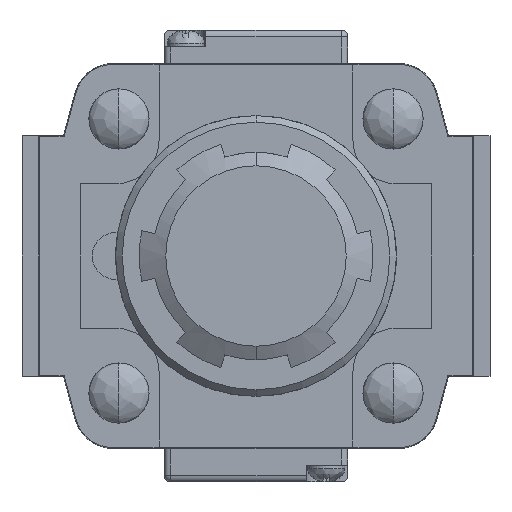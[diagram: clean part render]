
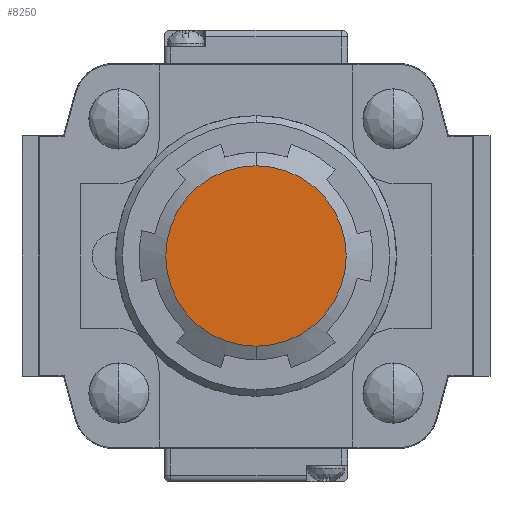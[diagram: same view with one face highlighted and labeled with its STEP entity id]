
A CAD part, front view. The second image highlights one B-rep face of the part: STEP entity #8250.
In plain terms, the highlighted planar face has unit normal (0, -1, 0).
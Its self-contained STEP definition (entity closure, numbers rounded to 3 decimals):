
#17 = PLANE ( 'NONE',  #4388 ) ;
#183 = FACE_OUTER_BOUND ( 'NONE', #4175, .T. ) ;
#1870 = CIRCLE ( 'NONE', #3464, 13.5 ) ;
#2031 = VERTEX_POINT ( 'NONE', #2650 ) ;
#2321 = ORIENTED_EDGE ( 'NONE', *, *, #9943, .F. ) ;
#2650 = CARTESIAN_POINT ( 'NONE',  ( 0., -91.7, -13.5 ) ) ;
#2672 = CARTESIAN_POINT ( 'NONE',  ( 0., -91.7, 0. ) ) ;
#3053 = DIRECTION ( 'NONE',  ( 0., 1., 0. ) ) ;
#3464 = AXIS2_PLACEMENT_3D ( 'NONE', #2672, #8291, #10154 ) ;
#3750 = DIRECTION ( 'NONE',  ( 0., -1., 0. ) ) ;
#3948 = VERTEX_POINT ( 'NONE', #9097 ) ;
#4175 = EDGE_LOOP ( 'NONE', ( #2321, #7041 ) ) ;
#4388 = AXIS2_PLACEMENT_3D ( 'NONE', #11145, #3750, #6523 ) ;
#5670 = AXIS2_PLACEMENT_3D ( 'NONE', #9433, #3053, #9566 ) ;
#5787 = CIRCLE ( 'NONE', #5670, 13.5 ) ;
#6523 = DIRECTION ( 'NONE',  ( 0., 0., -1. ) ) ;
#7041 = ORIENTED_EDGE ( 'NONE', *, *, #10382, .F. ) ;
#8250 = ADVANCED_FACE ( 'NONE', ( #183 ), #17, .T. ) ;
#8291 = DIRECTION ( 'NONE',  ( 0., 1., 0. ) ) ;
#9097 = CARTESIAN_POINT ( 'NONE',  ( 0., -91.7, 13.5 ) ) ;
#9433 = CARTESIAN_POINT ( 'NONE',  ( 0., -91.7, 0. ) ) ;
#9566 = DIRECTION ( 'NONE',  ( 0., 0., 1. ) ) ;
#9943 = EDGE_CURVE ( 'NONE', #3948, #2031, #1870, .T. ) ;
#10154 = DIRECTION ( 'NONE',  ( 0., 0., 1. ) ) ;
#10382 = EDGE_CURVE ( 'NONE', #2031, #3948, #5787, .T. ) ;
#11145 = CARTESIAN_POINT ( 'NONE',  ( -17.5, -91.7, 0. ) ) ;
